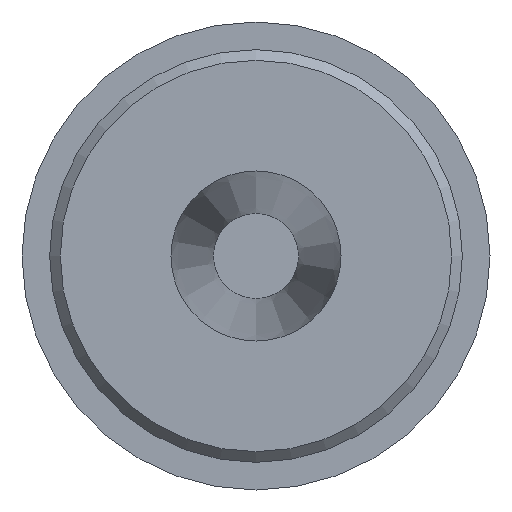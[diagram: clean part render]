
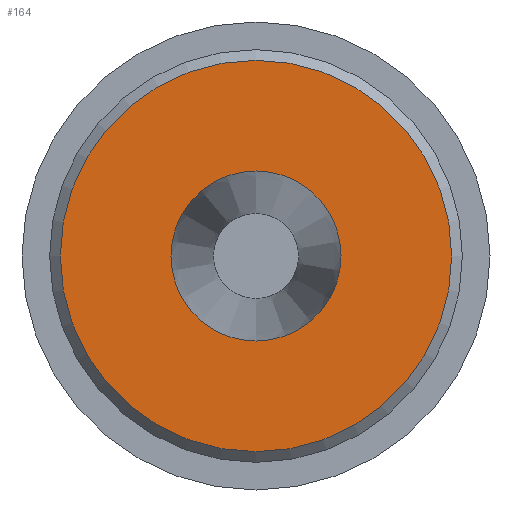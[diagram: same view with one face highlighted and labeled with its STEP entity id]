
A CAD part, front view. The second image highlights one B-rep face of the part: STEP entity #164.
In plain terms, the highlighted planar face has unit normal (0, -1, 0).
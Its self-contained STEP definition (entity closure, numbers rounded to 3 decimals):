
#29=PLANE('',#181);
#38=FACE_BOUND('',#60,.T.);
#45=FACE_OUTER_BOUND('',#59,.T.);
#59=EDGE_LOOP('',(#124));
#60=EDGE_LOOP('',(#125));
#77=CIRCLE('',#179,4.6);
#79=CIRCLE('',#182,2.);
#88=VERTEX_POINT('',#258);
#90=VERTEX_POINT('',#263);
#103=EDGE_CURVE('',#88,#88,#77,.T.);
#105=EDGE_CURVE('',#90,#90,#79,.T.);
#124=ORIENTED_EDGE('',*,*,#103,.F.);
#125=ORIENTED_EDGE('',*,*,#105,.T.);
#164=ADVANCED_FACE('',(#45,#38),#29,.T.);
#179=AXIS2_PLACEMENT_3D('',#259,#206,#207);
#181=AXIS2_PLACEMENT_3D('',#262,#210,#211);
#182=AXIS2_PLACEMENT_3D('',#264,#212,#213);
#206=DIRECTION('center_axis',(0.,1.,0.));
#207=DIRECTION('ref_axis',(0.,0.,-1.));
#210=DIRECTION('center_axis',(0.,-1.,0.));
#211=DIRECTION('ref_axis',(0.,0.,-1.));
#212=DIRECTION('center_axis',(0.,1.,0.));
#213=DIRECTION('ref_axis',(1.,0.,0.));
#258=CARTESIAN_POINT('',(0.,0.,4.6));
#259=CARTESIAN_POINT('Origin',(0.,0.,0.));
#262=CARTESIAN_POINT('Origin',(0.,0.,4.85));
#263=CARTESIAN_POINT('',(0.,0.,2.));
#264=CARTESIAN_POINT('Origin',(0.,0.,0.));
